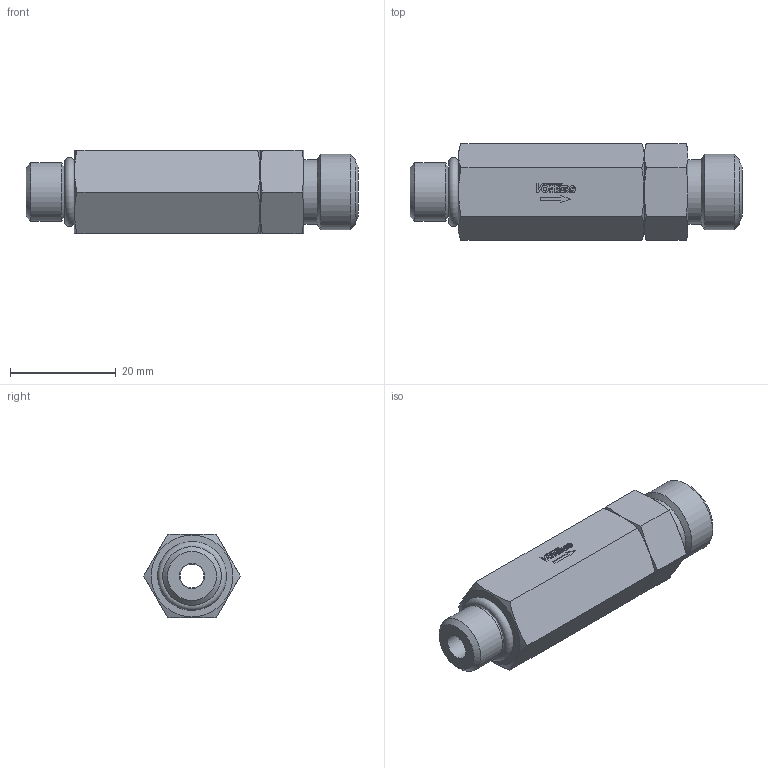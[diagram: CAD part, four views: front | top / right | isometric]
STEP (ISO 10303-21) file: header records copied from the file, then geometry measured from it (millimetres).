
FILE_DESCRIPTION((''),'2;1');
FILE_NAME('10414-804.stp','2015-01-02T15:22:56',('jml'),(''),'Autodesk Inventor 2010','Autodesk Inventor 2010','');
FILE_SCHEMA(('AUTOMOTIVE_DESIGN { 1 0 10303 214 1 1 1 1 }'));
Length unit declared in the file: inch
Products named in the file (4): 10414-804; 220619; 990270; 904 O-RING
Assembly tree (3 placements, depth 2):
  10414-804
    220619
    990270
    904 O-RING
Bounding box: 62.93 x 18.33 x 15.88 mm (x, y, z)
Volume: 10492.3 mm3; surface area: 6324.3 mm2
Topology: 5 solids, 5 shells, 159 faces, 379 edges, 244 vertices
Faces by surface type: plane 106, cylinder 26, cone 23, torus 4
Full cylindrical faces by diameter (mm): 0.696 x1, 4.496 x1, 4.775 x1, 6.502 x1, 9.296 x2, 9.728 x1, 11.074 x1, 11.1 x2, 12.141 x1, 14.275 x1
Entity records: 4533 total; most frequent: CARTESIAN_POINT 831, DIRECTION 728, ORIENTED_EDGE 704, EDGE_CURVE 352, AXIS2_PLACEMENT_3D 246, VERTEX_POINT 241, VECTOR 236, LINE 236
